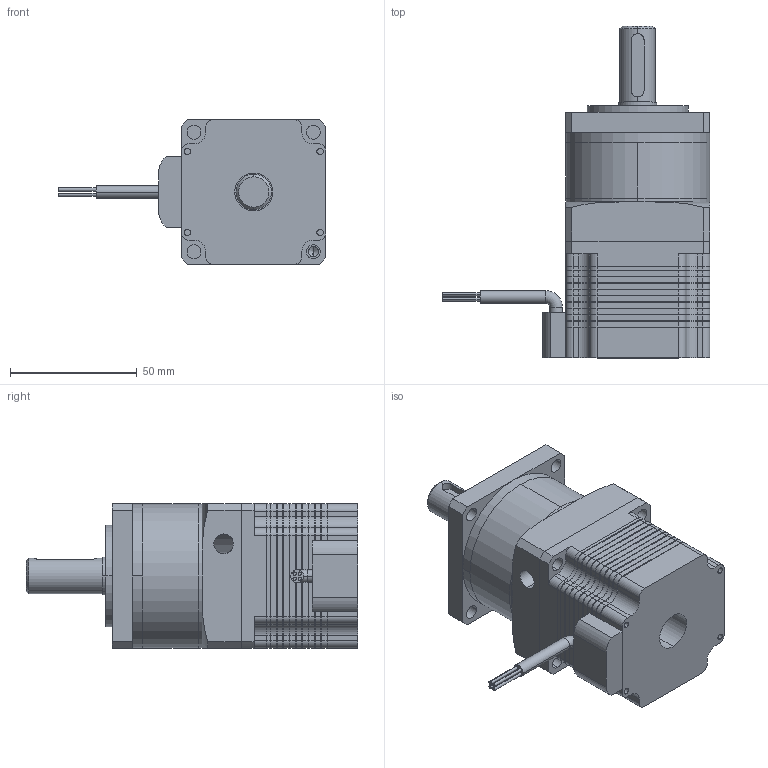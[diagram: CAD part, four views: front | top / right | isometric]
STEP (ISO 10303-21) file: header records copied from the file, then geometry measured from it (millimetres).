
FILE_DESCRIPTION (( 'STEP AP214' ), '1' );
FILE_NAME ('57H246AG媼撰熬厒掀.STEP', '2022-10-24T00:56:12', ( '' ), ( '' ), 'SwSTEP 2.0', 'SolidWorks 2020', '' );
FILE_SCHEMA (( 'AUTOMOTIVE_DESIGN' ));
Length unit declared in the file: millimetre
Products named in the file (10): 綴傷裔; 媼撰熬厒儂57H246AG; 諉盄傷赽; 媼撰熬厒儂ヶ傷裔; 二级减速机后端盖; 57H246AG媼撰粣; 57H246AG媼撰熬厒掀; 57H246AG萇儂隅赽; 媼撰熬厒儂翋极57H246AG; ヶ傷裔
Assembly tree (9 placements, depth 3):
  57H246AG媼撰熬厒掀
    57H246AG萇儂隅赽
    ヶ傷裔
    綴傷裔
    57H246AG媼撰粣
    諉盄傷赽
    媼撰熬厒儂57H246AG
      二级减速机后端盖
      媼撰熬厒儂ヶ傷裔
      媼撰熬厒儂翋极57H246AG
Bounding box: 105.73 x 131 x 57 mm (x, y, z)
Volume: 282898.2 mm3; surface area: 70584.5 mm2
Topology: 9 solids, 9 shells, 1216 faces, 2561 edges, 1388 vertices
Faces by surface type: plane 831, cylinder 371, cone 8, torus 6
Entity records: 32175 total; most frequent: DIRECTION 5749, CARTESIAN_POINT 5468, ORIENTED_EDGE 5118, EDGE_CURVE 2559, AXIS2_PLACEMENT_3D 1981, VECTOR 1787, LINE 1787, VERTEX_POINT 1388
